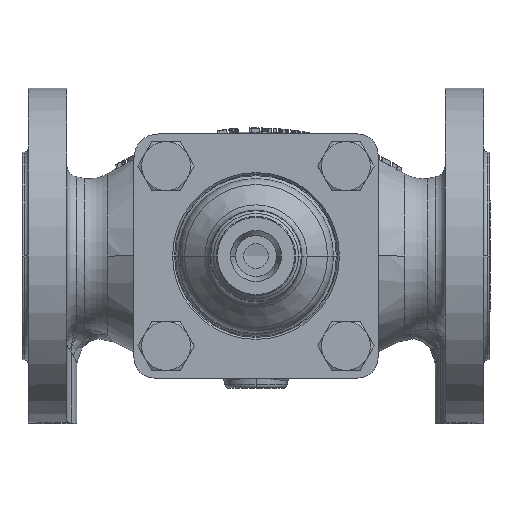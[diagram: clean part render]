
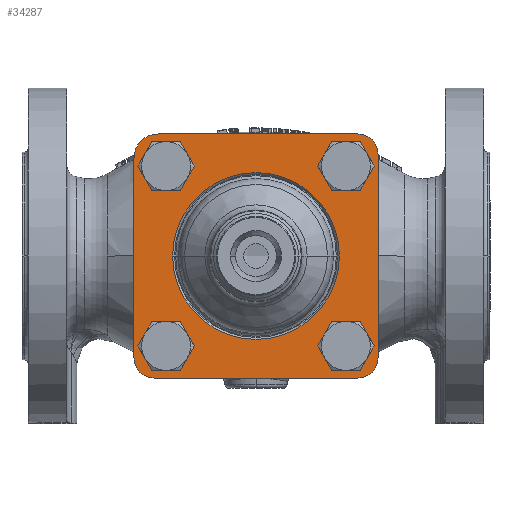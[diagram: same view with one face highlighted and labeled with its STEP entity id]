
A CAD part, front view. The second image highlights one B-rep face of the part: STEP entity #34287.
In plain terms, the highlighted planar face has unit normal (0, -1, 0).
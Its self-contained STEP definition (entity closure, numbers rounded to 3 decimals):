
#33838=CARTESIAN_POINT('',(-48.,0.,48.));
#33839=DIRECTION('',(0.,-1.,0.));
#33840=DIRECTION('',(0.,0.,1.));
#33841=AXIS2_PLACEMENT_3D('',#33838,#33839,#33840);
#33843=DIRECTION('',(1.,0.,0.));
#33844=VECTOR('',#33843,98.);
#33845=CARTESIAN_POINT('',(-48.,0.,60.));
#33846=LINE('',#33845,#33844);
#33847=CARTESIAN_POINT('',(50.,0.,50.));
#33848=DIRECTION('',(0.,-1.,0.));
#33849=DIRECTION('',(1.,0.,0.));
#33850=AXIS2_PLACEMENT_3D('',#33847,#33848,#33849);
#33852=DIRECTION('',(0.,0.,-1.));
#33853=VECTOR('',#33852,100.);
#33854=CARTESIAN_POINT('',(60.,0.,50.));
#33855=LINE('',#33854,#33853);
#33856=CARTESIAN_POINT('',(50.,0.,-50.));
#33857=DIRECTION('',(0.,-1.,0.));
#33858=DIRECTION('',(0.,0.,-1.));
#33859=AXIS2_PLACEMENT_3D('',#33856,#33857,#33858);
#33861=DIRECTION('',(-1.,0.,0.));
#33862=VECTOR('',#33861,100.);
#33863=CARTESIAN_POINT('',(50.,0.,-60.));
#33864=LINE('',#33863,#33862);
#33865=CARTESIAN_POINT('',(-50.,0.,-50.));
#33866=DIRECTION('',(0.,-1.,0.));
#33867=DIRECTION('',(-1.,0.,0.));
#33868=AXIS2_PLACEMENT_3D('',#33865,#33866,#33867);
#33870=DIRECTION('',(0.,0.,1.));
#33871=VECTOR('',#33870,98.);
#33872=CARTESIAN_POINT('',(-60.,0.,-50.));
#33873=LINE('',#33872,#33871);
#33874=CARTESIAN_POINT('',(0.,0.,0.));
#33875=DIRECTION('',(0.,1.,0.));
#33876=DIRECTION('',(1.,0.,0.));
#33877=AXIS2_PLACEMENT_3D('',#33874,#33875,#33876);
#33879=CARTESIAN_POINT('',(0.,0.,
0.));
#33880=DIRECTION('',(0.,1.,0.));
#33881=DIRECTION('',(-1.,0.,0.));
#33882=AXIS2_PLACEMENT_3D('',#33879,#33880,#33881);
#33884=CARTESIAN_POINT('',(-44.194,0.,44.194));
#33885=DIRECTION('',(0.,-1.,0.));
#33886=DIRECTION('',(1.,0.,0.));
#33887=AXIS2_PLACEMENT_3D('',#33884,#33885,#33886);
#33889=CARTESIAN_POINT('',(-44.194,0.,44.194));
#33890=DIRECTION('',(0.,-1.,0.));
#33891=DIRECTION('',(-1.,0.,0.));
#33892=AXIS2_PLACEMENT_3D('',#33889,#33890,#33891);
#33894=CARTESIAN_POINT('',(44.194,0.,44.194));
#33895=DIRECTION('',(0.,-1.,0.));
#33896=DIRECTION('',(1.,0.,0.));
#33897=AXIS2_PLACEMENT_3D('',#33894,#33895,#33896);
#33899=CARTESIAN_POINT('',(44.194,0.,44.194));
#33900=DIRECTION('',(0.,-1.,0.));
#33901=DIRECTION('',(-1.,0.,0.));
#33902=AXIS2_PLACEMENT_3D('',#33899,#33900,#33901);
#33904=CARTESIAN_POINT('',(44.194,0.,-44.194));
#33905=DIRECTION('',(0.,-1.,0.));
#33906=DIRECTION('',(1.,0.,0.));
#33907=AXIS2_PLACEMENT_3D('',#33904,#33905,#33906);
#33909=CARTESIAN_POINT('',(44.194,0.,-44.194));
#33910=DIRECTION('',(0.,-1.,0.));
#33911=DIRECTION('',(-1.,0.,0.));
#33912=AXIS2_PLACEMENT_3D('',#33909,#33910,#33911);
#33914=CARTESIAN_POINT('',(-44.194,0.,-44.194));
#33915=DIRECTION('',(0.,-1.,0.));
#33916=DIRECTION('',(1.,0.,0.));
#33917=AXIS2_PLACEMENT_3D('',#33914,#33915,#33916);
#33919=CARTESIAN_POINT('',(-44.194,0.,-44.194));
#33920=DIRECTION('',(0.,-1.,0.));
#33921=DIRECTION('',(-1.,0.,0.));
#33922=AXIS2_PLACEMENT_3D('',#33919,#33920,#33921);
#34154=CARTESIAN_POINT('',(-48.,0.,60.));
#34155=CARTESIAN_POINT('',(-60.,0.,48.));
#34156=VERTEX_POINT('',#34154);
#34157=VERTEX_POINT('',#34155);
#34162=CARTESIAN_POINT('',(60.,0.,50.));
#34163=CARTESIAN_POINT('',(50.,0.,60.));
#34164=VERTEX_POINT('',#34162);
#34165=VERTEX_POINT('',#34163);
#34170=CARTESIAN_POINT('',(50.,0.,-60.));
#34171=CARTESIAN_POINT('',(60.,0.,-50.));
#34172=VERTEX_POINT('',#34170);
#34173=VERTEX_POINT('',#34171);
#34178=CARTESIAN_POINT('',(-60.,0.,-50.));
#34179=CARTESIAN_POINT('',(-50.,0.,-60.));
#34180=VERTEX_POINT('',#34178);
#34181=VERTEX_POINT('',#34179);
#34194=CARTESIAN_POINT('',(41.,0.,0.));
#34195=CARTESIAN_POINT('',(-41.,0.,0.));
#34196=VERTEX_POINT('',#34194);
#34197=VERTEX_POINT('',#34195);
#34202=CARTESIAN_POINT('',(-35.194,0.,44.194));
#34203=CARTESIAN_POINT('',(-53.194,0.,44.194));
#34204=VERTEX_POINT('',#34202);
#34205=VERTEX_POINT('',#34203);
#34210=CARTESIAN_POINT('',(53.194,0.,44.194));
#34211=CARTESIAN_POINT('',(35.194,0.,44.194));
#34212=VERTEX_POINT('',#34210);
#34213=VERTEX_POINT('',#34211);
#34218=CARTESIAN_POINT('',(53.194,0.,-44.194));
#34219=CARTESIAN_POINT('',(35.194,0.,-44.194));
#34220=VERTEX_POINT('',#34218);
#34221=VERTEX_POINT('',#34219);
#34226=CARTESIAN_POINT('',(-35.194,0.,-44.194));
#34227=CARTESIAN_POINT('',(-53.194,0.,-44.194));
#34228=VERTEX_POINT('',#34226);
#34229=VERTEX_POINT('',#34227);
#34234=CARTESIAN_POINT('',(0.,0.,0.));
#34235=DIRECTION('',(0.,1.,0.));
#34236=DIRECTION('',(1.,0.,0.));
#34237=AXIS2_PLACEMENT_3D('',#34234,#34235,#34236);
#34238=PLANE('',#34237);
#34240=ORIENTED_EDGE('',*,*,#34239,.F.);
#34242=ORIENTED_EDGE('',*,*,#34241,.T.);
#34244=ORIENTED_EDGE('',*,*,#34243,.F.);
#34246=ORIENTED_EDGE('',*,*,#34245,.T.);
#34248=ORIENTED_EDGE('',*,*,#34247,.F.);
#34250=ORIENTED_EDGE('',*,*,#34249,.T.);
#34252=ORIENTED_EDGE('',*,*,#34251,.F.);
#34254=ORIENTED_EDGE('',*,*,#34253,.T.);
#34255=EDGE_LOOP('',(#34240,#34242,#34244,#34246,#34248,#34250,#34252,#34254));
#34256=FACE_OUTER_BOUND('',#34255,.F.);
#34258=ORIENTED_EDGE('',*,*,#34257,.F.);
#34260=ORIENTED_EDGE('',*,*,#34259,.F.);
#34261=EDGE_LOOP('',(#34258,#34260));
#34262=FACE_BOUND('',#34261,.F.);
#34264=ORIENTED_EDGE('',*,*,#34263,.T.);
#34266=ORIENTED_EDGE('',*,*,#34265,.T.);
#34267=EDGE_LOOP('',(#34264,#34266));
#34268=FACE_BOUND('',#34267,.F.);
#34270=ORIENTED_EDGE('',*,*,#34269,.T.);
#34272=ORIENTED_EDGE('',*,*,#34271,.T.);
#34273=EDGE_LOOP('',(#34270,#34272));
#34274=FACE_BOUND('',#34273,.F.);
#34276=ORIENTED_EDGE('',*,*,#34275,.T.);
#34278=ORIENTED_EDGE('',*,*,#34277,.T.);
#34279=EDGE_LOOP('',(#34276,#34278));
#34280=FACE_BOUND('',#34279,.F.);
#34282=ORIENTED_EDGE('',*,*,#34281,.T.);
#34284=ORIENTED_EDGE('',*,*,#34283,.T.);
#34285=EDGE_LOOP('',(#34282,#34284));
#34286=FACE_BOUND('',#34285,.F.);
#34287=ADVANCED_FACE('',(#34256,#34262,#34268,#34274,#34280,#34286),#34238,.F.);
#33842=CIRCLE('',#33841,12.);
#33851=CIRCLE('',#33850,10.);
#33860=CIRCLE('',#33859,10.);
#33869=CIRCLE('',#33868,10.);
#33878=CIRCLE('',#33877,41.);
#33883=CIRCLE('',#33882,41.);
#33888=CIRCLE('',#33887,9.);
#33893=CIRCLE('',#33892,9.);
#33898=CIRCLE('',#33897,9.);
#33903=CIRCLE('',#33902,9.);
#33908=CIRCLE('',#33907,9.);
#33913=CIRCLE('',#33912,9.);
#33918=CIRCLE('',#33917,9.);
#33923=CIRCLE('',#33922,9.);
#34239=EDGE_CURVE('',#34156,#34157,#33842,.T.);
#34241=EDGE_CURVE('',#34156,#34165,#33846,.T.);
#34243=EDGE_CURVE('',#34164,#34165,#33851,.T.);
#34245=EDGE_CURVE('',#34164,#34173,#33855,.T.);
#34247=EDGE_CURVE('',#34172,#34173,#33860,.T.);
#34249=EDGE_CURVE('',#34172,#34181,#33864,.T.);
#34251=EDGE_CURVE('',#34180,#34181,#33869,.T.);
#34253=EDGE_CURVE('',#34180,#34157,#33873,.T.);
#34257=EDGE_CURVE('',#34196,#34197,#33878,.T.);
#34259=EDGE_CURVE('',#34197,#34196,#33883,.T.);
#34263=EDGE_CURVE('',#34204,#34205,#33888,.T.);
#34265=EDGE_CURVE('',#34205,#34204,#33893,.T.);
#34269=EDGE_CURVE('',#34212,#34213,#33898,.T.);
#34271=EDGE_CURVE('',#34213,#34212,#33903,.T.);
#34275=EDGE_CURVE('',#34220,#34221,#33908,.T.);
#34277=EDGE_CURVE('',#34221,#34220,#33913,.T.);
#34281=EDGE_CURVE('',#34228,#34229,#33918,.T.);
#34283=EDGE_CURVE('',#34229,#34228,#33923,.T.);
